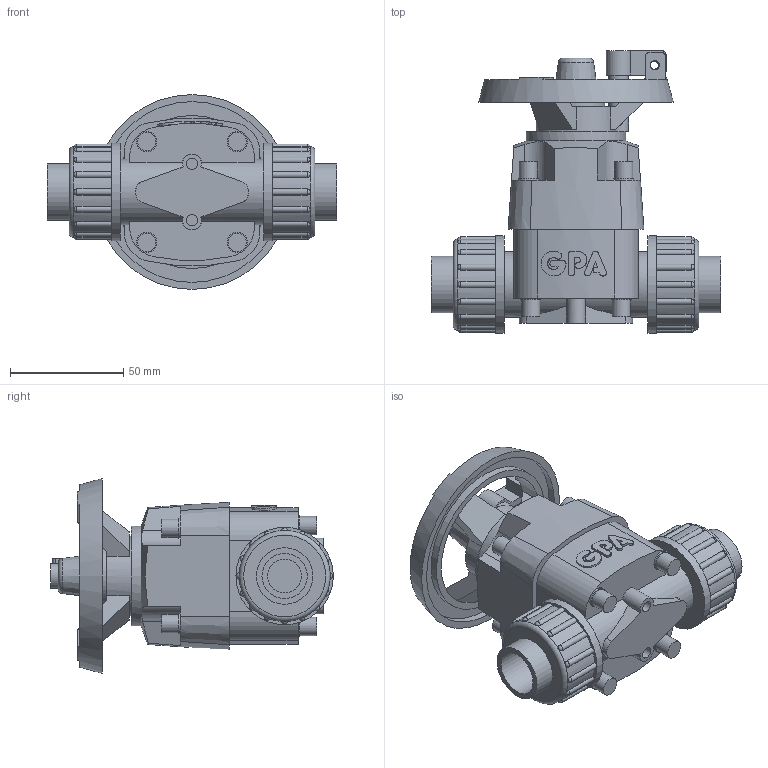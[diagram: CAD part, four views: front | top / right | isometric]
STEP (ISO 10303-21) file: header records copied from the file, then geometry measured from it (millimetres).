
FILE_DESCRIPTION(/* description */ ('PVC Diaphragm Valve with EPDM diaphragm and PVC Sockets, Ø20/DN15 , PN10'),/* implementation_level */ '2;1');
FILE_NAME(/* name */ 'T4UIU-E-020',/* time_stamp */ '2022-08-04T16:52:02+02:00',/* author */ ('COAB Solutions'),/* organization */ ('GPA Flowsystem'),/* preprocessor_version */ 'ST-DEVELOPER v18.1',/* originating_system */ 'www.coabsolutions.com',/* authorisation */ 'unknown authorization');
FILE_SCHEMA (('AUTOMOTIVE_DESIGN { 1 0 10303 214 3 1 1 }'));
Length unit declared in the file: millimetre
Products named in the file (1): T4UIU-E-020
Bounding box: 128 x 124.8 x 86 mm (x, y, z)
Volume: 332492 mm3; surface area: 63682.6 mm2
Topology: 1 solids, 4 shells, 342 faces, 855 edges, 557 vertices
Faces by surface type: plane 158, cylinder 118, sphere 32, bspline 21, cone 9, torus 4
Full cylindrical faces by diameter (mm): 3.583 x1, 4.095 x1, 4.4 x14, 5 x2, 8.148 x8, 8.8 x1, 8.963 x8, 15 x4, 20 x2, 24.98 x2, 25 x2, 25.3 x1, 28.88 x2, 28.9 x2, 34.83 x2, 40.133 x2, 43 x2, 44 x1, 61.429 x1, 67.571 x1, 79.857 x1
Entity records: 11722 total; most frequent: CARTESIAN_POINT 3158, DIRECTION 1779, ORIENTED_EDGE 1710, EDGE_CURVE 855, AXIS2_PLACEMENT_3D 713, VERTEX_POINT 557, EDGE_LOOP 388, CIRCLE 380
